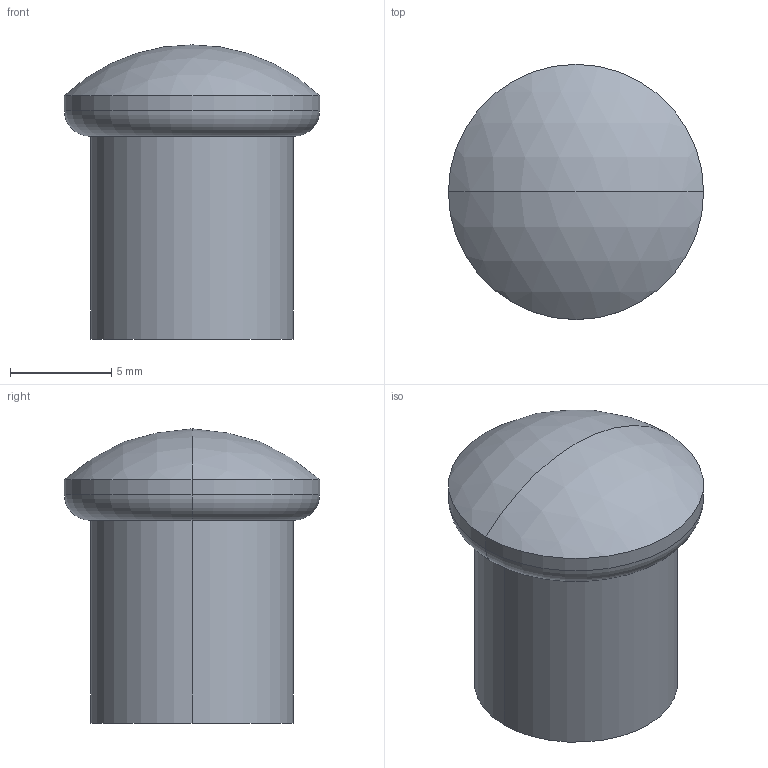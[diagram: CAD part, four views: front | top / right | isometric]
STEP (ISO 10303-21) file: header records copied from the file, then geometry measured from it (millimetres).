
FILE_DESCRIPTION (( 'STEP AP214' ), '1' );
FILE_NAME ('Top Lock Pivot Mounts.STEP', '2025-05-02T15:58:45', ( '' ), ( '' ), 'SwSTEP 2.0', 'SolidWorks 2023', '' );
FILE_SCHEMA (( 'AUTOMOTIVE_DESIGN' ));
Length unit declared in the file: metre
Products named in the file (1): Top Lock Pivot Mounts
Bounding box: 12.58 x 12.58 x 14.5 mm (x, y, z)
Volume: 1184.6 mm3; surface area: 639.4 mm2
Topology: 1 solids, 1 shells, 10 faces, 18 edges, 11 vertices
Faces by surface type: cylinder 4, torus 2, sphere 2, plane 2
Entity records: 275 total; most frequent: DIRECTION 54, CARTESIAN_POINT 40, ORIENTED_EDGE 36, AXIS2_PLACEMENT_3D 25, EDGE_CURVE 18, CIRCLE 14, VERTEX_POINT 11, EDGE_LOOP 11
